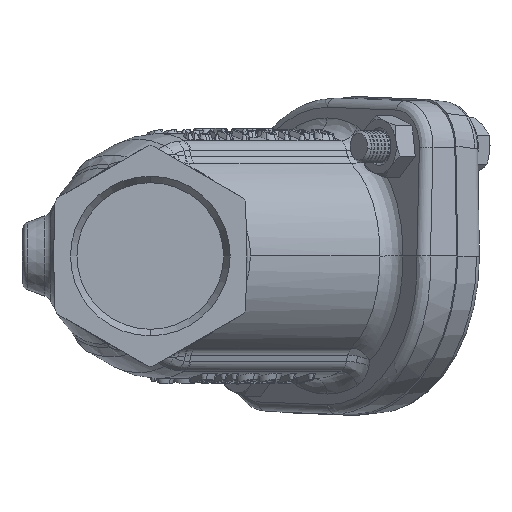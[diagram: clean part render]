
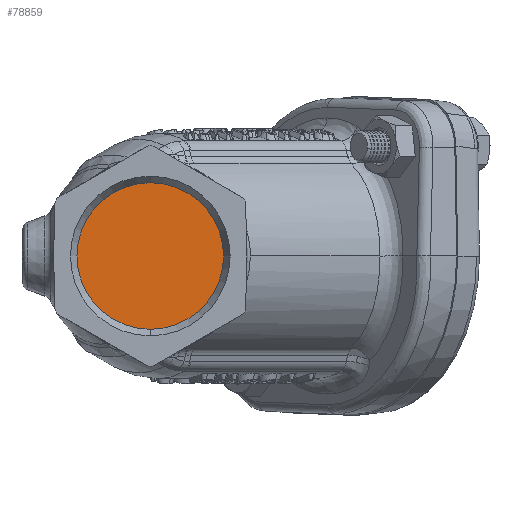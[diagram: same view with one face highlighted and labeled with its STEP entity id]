
A CAD part, front view. The second image highlights one B-rep face of the part: STEP entity #78859.
In plain terms, the highlighted planar face has unit normal (0, -1, 0).
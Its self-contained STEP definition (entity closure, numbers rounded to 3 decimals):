
#216 = AXIS2_PLACEMENT_3D ( 'NONE', #37753, #113929, #66268 ) ;
#5869 = CARTESIAN_POINT ( 'NONE',  ( 0., -71.5, 0. ) ) ;
#10487 = EDGE_CURVE ( 'NONE', #77545, #34094, #106742, .T. ) ;
#24296 = CARTESIAN_POINT ( 'NONE',  ( 0., -71.5, 22.75 ) ) ;
#24868 = DIRECTION ( 'NONE',  ( 0., -1., 0. ) ) ;
#25279 = DIRECTION ( 'NONE',  ( 0., 0., -1. ) ) ;
#30324 = CIRCLE ( 'NONE', #216, 22.75 ) ;
#31586 = FACE_OUTER_BOUND ( 'NONE', #120218, .T. ) ;
#34094 = VERTEX_POINT ( 'NONE', #24296 ) ;
#37753 = CARTESIAN_POINT ( 'NONE',  ( 0., -71.5, 0. ) ) ;
#56706 = CARTESIAN_POINT ( 'NONE',  ( -24.717, -71.5, 0. ) ) ;
#60642 = CARTESIAN_POINT ( 'NONE',  ( 0., -71.5, -22.75 ) ) ;
#62312 = EDGE_CURVE ( 'NONE', #34094, #77545, #30324, .T. ) ;
#66268 = DIRECTION ( 'NONE',  ( 0., 0., -1. ) ) ;
#67229 = ORIENTED_EDGE ( 'NONE', *, *, #62312, .T. ) ;
#70902 = ORIENTED_EDGE ( 'NONE', *, *, #10487, .T. ) ;
#77545 = VERTEX_POINT ( 'NONE', #60642 ) ;
#78859 = ADVANCED_FACE ( 'NONE', ( #31586 ), #113456, .T. ) ;
#86768 = AXIS2_PLACEMENT_3D ( 'NONE', #56706, #112622, #111810 ) ;
#106742 = CIRCLE ( 'NONE', #115387, 22.75 ) ;
#111810 = DIRECTION ( 'NONE',  ( 0., 0., -1. ) ) ;
#112622 = DIRECTION ( 'NONE',  ( 0., -1., 0. ) ) ;
#113456 = PLANE ( 'NONE',  #86768 ) ;
#113929 = DIRECTION ( 'NONE',  ( 0., -1., 0. ) ) ;
#115387 = AXIS2_PLACEMENT_3D ( 'NONE', #5869, #24868, #25279 ) ;
#120218 = EDGE_LOOP ( 'NONE', ( #70902, #67229 ) ) ;
